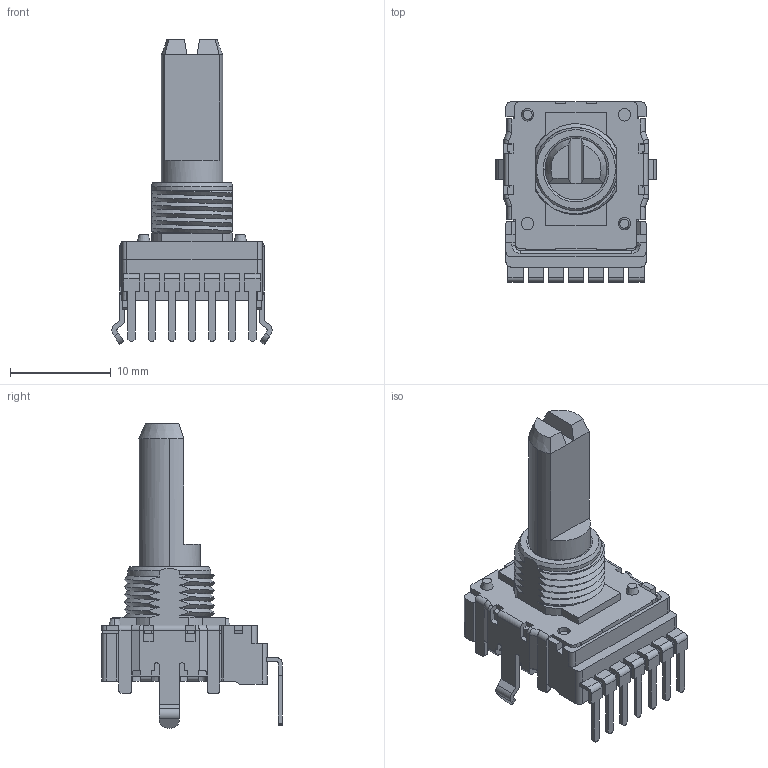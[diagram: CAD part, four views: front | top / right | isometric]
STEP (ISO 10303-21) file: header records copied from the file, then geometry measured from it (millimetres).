
FILE_DESCRIPTION (( 'STEP AP214' ), '1' );
FILE_NAME ('RK14K12-F22V.STEP', '2021-06-04T06:14:11', ( '' ), ( '' ), 'SwSTEP 2.0', 'SolidWorks 2019', '' );
FILE_SCHEMA (( 'AUTOMOTIVE_DESIGN' ));
Length unit declared in the file: millimetre
Products named in the file (1): RK14K12-F22V
Bounding box: 15.9 x 17.9 x 30.26 mm (x, y, z)
Volume: 1897.8 mm3; surface area: 1829.2 mm2
Topology: 1 solids, 1 shells, 554 faces, 1594 edges, 1038 vertices
Faces by surface type: plane 383, cylinder 133, bspline 28, cone 10
Entity records: 28323 total; most frequent: CARTESIAN_POINT 8424, ORIENTED_EDGE 3188, DIRECTION 2819, EDGE_CURVE 1594, LINE 1211, VECTOR 1211, VERTEX_POINT 1038, AXIS2_PLACEMENT_3D 804
